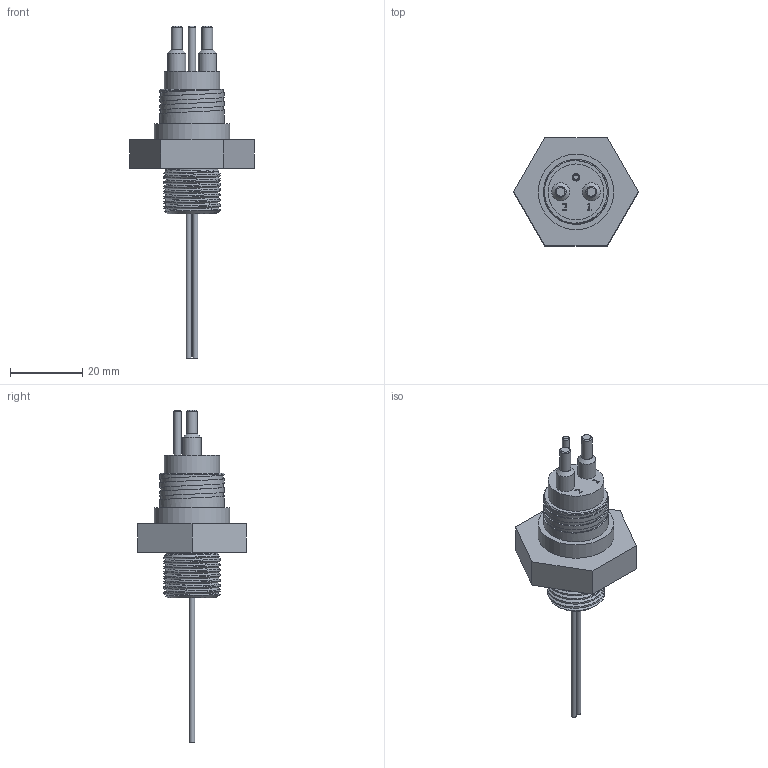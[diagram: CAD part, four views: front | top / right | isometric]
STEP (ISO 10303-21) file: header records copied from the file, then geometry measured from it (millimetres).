
FILE_DESCRIPTION(/* description */ (''),/* implementation_level */ '2;1');
FILE_NAME(/* name */ 'BCR1502M.stp',/* time_stamp */ '2014-11-20T13:39:45+01:00',/* author */ ('sh'),/* organization */ (''),/* preprocessor_version */ 'ST-DEVELOPER v15.2',/* originating_system */ 'Autodesk Inventor 2014',/* authorisation */ '');
FILE_SCHEMA (('AUTOMOTIVE_DESIGN { 1 0 10303 214 3 1 1 }'));
Length unit declared in the file: millimetre
Products named in the file (1): BCR1502M
Bounding box: 34.64 x 30 x 92.2 mm (x, y, z)
Volume: 13198.5 mm3; surface area: 5536.6 mm2
Topology: 1 solids, 1 shells, 85 faces, 199 edges, 129 vertices
Faces by surface type: plane 40, bspline 19, cylinder 18, cone 8
Full cylindrical faces by diameter (mm): 1.5 x2, 2 x1, 3 x2, 5 x2, 14.645 x1, 15.5 x1, 18 x3, 20 x1, 21 x1, 26.5 x1
Entity records: 4420 total; most frequent: CARTESIAN_POINT 2689, ORIENTED_EDGE 338, DIRECTION 288, EDGE_CURVE 169, VERTEX_POINT 121, EDGE_LOOP 114, AXIS2_PLACEMENT_3D 98, LINE 92
